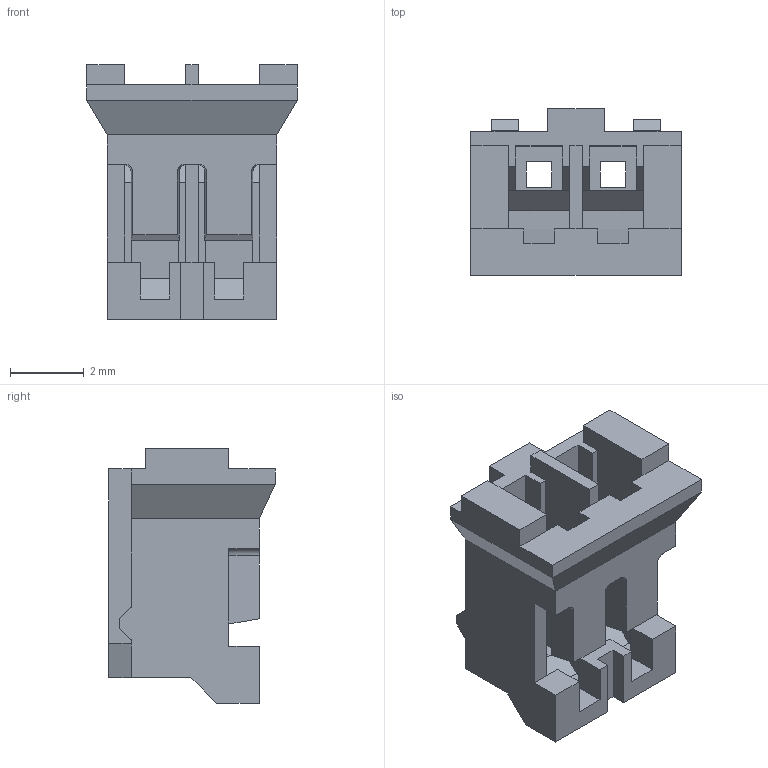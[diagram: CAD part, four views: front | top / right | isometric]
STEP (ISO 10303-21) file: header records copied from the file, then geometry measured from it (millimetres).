
FILE_DESCRIPTION(/* description */ ('Unknown'),/* implementation_level */ '2;1');
FILE_NAME(/* name */ '620002113322',/* time_stamp */ '2018-05-31T09:08:26+02:00',/* author */ ('Unknown'),/* organization */ ('Unknown'),/* preprocessor_version */ 'ST-DEVELOPER v16.7',/* originating_system */ 'DEX',/* authorisation */ $);
FILE_SCHEMA (('AUTOMOTIVE_DESIGN {1 0 10303 214 3 1 1}'));
Length unit declared in the file: millimetre
Products named in the file (2): 6200xx113322; 620002113322
Assembly tree (1 placements, depth 2):
  6200xx113322
    620002113322
Bounding box: 5.7 x 4.5 x 6.9 mm (x, y, z)
Volume: 62.6 mm3; surface area: 252.2 mm2
Topology: 1 solids, 1 shells, 126 faces, 362 edges, 232 vertices
Faces by surface type: plane 122, cylinder 4
Entity records: 4079 total; most frequent: ORIENTED_EDGE 724, CARTESIAN_POINT 722, DIRECTION 630, EDGE_CURVE 362, LINE 350, VECTOR 350, VERTEX_POINT 232, AXIS2_PLACEMENT_3D 140
